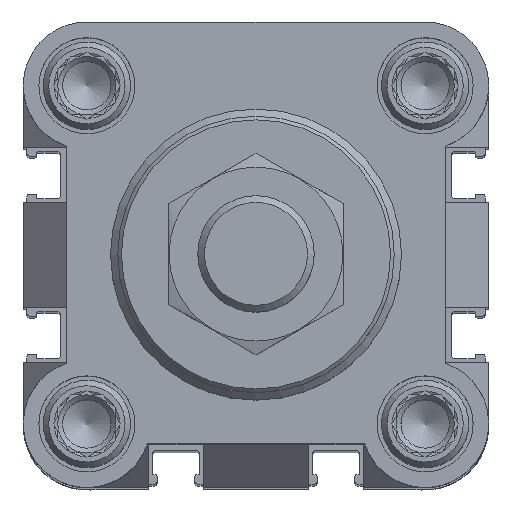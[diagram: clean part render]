
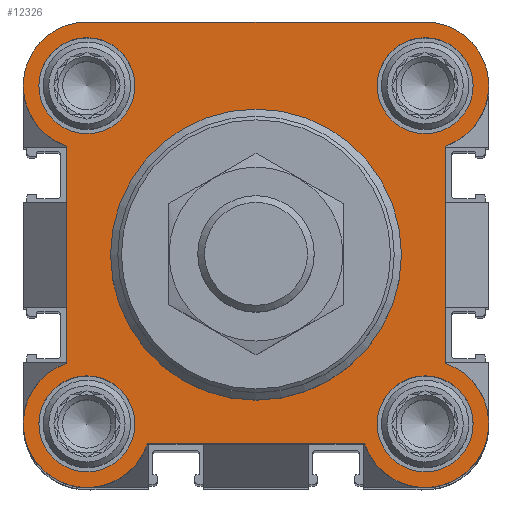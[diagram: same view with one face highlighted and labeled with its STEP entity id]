
A CAD part, top view. The second image highlights one B-rep face of the part: STEP entity #12326.
In plain terms, the highlighted planar face has unit normal (0, 0, 1).
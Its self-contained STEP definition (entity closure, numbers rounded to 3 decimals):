
#723=LINE('',#19478,#1917);
#740=LINE('',#19515,#1934);
#749=LINE('',#19533,#1943);
#750=LINE('',#19539,#1944);
#1917=VECTOR('',#15023,1000.);
#1934=VECTOR('',#15052,1000.);
#1943=VECTOR('',#15067,1000.);
#1944=VECTOR('',#15074,1000.);
#2845=PLANE('',#13274);
#4093=ORIENTED_EDGE('',*,*,#7620,.T.);
#4094=ORIENTED_EDGE('',*,*,#7621,.T.);
#4095=ORIENTED_EDGE('',*,*,#7622,.T.);
#4096=ORIENTED_EDGE('',*,*,#7623,.T.);
#4097=ORIENTED_EDGE('',*,*,#7624,.T.);
#4098=ORIENTED_EDGE('',*,*,#7564,.T.);
#4099=ORIENTED_EDGE('',*,*,#7559,.T.);
#4100=ORIENTED_EDGE('',*,*,#7594,.T.);
#4101=ORIENTED_EDGE('',*,*,#7574,.T.);
#4102=ORIENTED_EDGE('',*,*,#7584,.T.);
#4103=ORIENTED_EDGE('',*,*,#7586,.T.);
#4104=ORIENTED_EDGE('',*,*,#7597,.T.);
#4105=ORIENTED_EDGE('',*,*,#7569,.T.);
#7559=EDGE_CURVE('',#9296,#9300,#10134,.T.);
#7564=EDGE_CURVE('',#9305,#9296,#723,.T.);
#7569=EDGE_CURVE('',#9308,#9305,#10135,.T.);
#7574=EDGE_CURVE('',#9312,#9311,#10136,.T.);
#7584=EDGE_CURVE('',#9311,#9318,#740,.T.);
#7586=EDGE_CURVE('',#9318,#9319,#10137,.T.);
#7594=EDGE_CURVE('',#9300,#9312,#749,.T.);
#7597=EDGE_CURVE('',#9319,#9308,#750,.T.);
#7620=EDGE_CURVE('',#9348,#9348,#10149,.T.);
#7621=EDGE_CURVE('',#9349,#9349,#10150,.T.);
#7622=EDGE_CURVE('',#9350,#9350,#10151,.T.);
#7623=EDGE_CURVE('',#9351,#9351,#10152,.T.);
#7624=EDGE_CURVE('',#9352,#9352,#10153,.T.);
#9296=VERTEX_POINT('',#19459);
#9300=VERTEX_POINT('',#19467);
#9305=VERTEX_POINT('',#19479);
#9308=VERTEX_POINT('',#19488);
#9311=VERTEX_POINT('',#19496);
#9312=VERTEX_POINT('',#19498);
#9318=VERTEX_POINT('',#19514);
#9319=VERTEX_POINT('',#19518);
#9348=VERTEX_POINT('',#19586);
#9349=VERTEX_POINT('',#19588);
#9350=VERTEX_POINT('',#19590);
#9351=VERTEX_POINT('',#19592);
#9352=VERTEX_POINT('',#19594);
#10134=CIRCLE('',#13250,8.75);
#10135=CIRCLE('',#13253,8.75);
#10136=CIRCLE('',#13256,8.75);
#10137=CIRCLE('',#13259,8.75);
#10149=CIRCLE('',#13275,20.);
#10150=CIRCLE('',#13276,6.6);
#10151=CIRCLE('',#13277,6.6);
#10152=CIRCLE('',#13278,6.6);
#10153=CIRCLE('',#13279,6.6);
#10518=EDGE_LOOP('',(#4093));
#10519=EDGE_LOOP('',(#4094));
#10520=EDGE_LOOP('',(#4095));
#10521=EDGE_LOOP('',(#4096));
#10522=EDGE_LOOP('',(#4097));
#10523=EDGE_LOOP('',(#4098,#4099,#4100,#4101,#4102,#4103,#4104,#4105));
#11352=FACE_BOUND('',#10518,.T.);
#11353=FACE_BOUND('',#10519,.T.);
#11354=FACE_BOUND('',#10520,.T.);
#11355=FACE_BOUND('',#10521,.T.);
#11356=FACE_BOUND('',#10522,.T.);
#11357=FACE_BOUND('',#10523,.T.);
#12326=ADVANCED_FACE('',(#11352,#11353,#11354,#11355,#11356,#11357),#2845,
 .T.);
#13250=AXIS2_PLACEMENT_3D('',#19468,#15015,#15016);
#13253=AXIS2_PLACEMENT_3D('',#19487,#15030,#15031);
#13256=AXIS2_PLACEMENT_3D('',#19497,#15039,#15040);
#13259=AXIS2_PLACEMENT_3D('',#19519,#15056,#15057);
#13274=AXIS2_PLACEMENT_3D('',#19584,#15108,#15109);
#13275=AXIS2_PLACEMENT_3D('',#19585,#15110,#15111);
#13276=AXIS2_PLACEMENT_3D('',#19587,#15112,#15113);
#13277=AXIS2_PLACEMENT_3D('',#19589,#15114,#15115);
#13278=AXIS2_PLACEMENT_3D('',#19591,#15116,#15117);
#13279=AXIS2_PLACEMENT_3D('',#19593,#15118,#15119);
#15015=DIRECTION('',(0.,0.,1.));
#15016=DIRECTION('',(1.,0.,0.));
#15023=DIRECTION('',(0.,-1.,0.));
#15030=DIRECTION('',(0.,0.,1.));
#15031=DIRECTION('',(1.,0.,0.));
#15039=DIRECTION('',(0.,0.,1.));
#15040=DIRECTION('',(1.,0.,0.));
#15052=DIRECTION('',(0.,1.,0.));
#15056=DIRECTION('',(0.,0.,1.));
#15057=DIRECTION('',(1.,0.,0.));
#15067=DIRECTION('',(1.,0.,0.));
#15074=DIRECTION('',(-1.,0.,0.));
#15108=DIRECTION('',(0.,0.,1.));
#15109=DIRECTION('',(1.,0.,0.));
#15110=DIRECTION('',(0.,0.,-1.));
#15111=DIRECTION('',(-1.,0.,0.));
#15112=DIRECTION('',(0.,0.,-1.));
#15113=DIRECTION('',(-1.,0.,0.));
#15114=DIRECTION('',(0.,0.,-1.));
#15115=DIRECTION('',(-1.,0.,0.));
#15116=DIRECTION('',(0.,0.,-1.));
#15117=DIRECTION('',(-1.,0.,0.));
#15118=DIRECTION('',(0.,0.,-1.));
#15119=DIRECTION('',(-1.,0.,0.));
#19459=CARTESIAN_POINT('',(-26.,-14.943,0.));
#19467=CARTESIAN_POINT('',(-14.943,-26.,0.));
#19468=CARTESIAN_POINT('',(-23.25,-23.25,0.));
#19478=CARTESIAN_POINT('',(-26.,14.943,0.));
#19479=CARTESIAN_POINT('',(-26.,14.943,0.));
#19487=CARTESIAN_POINT('',(-23.25,23.25,0.));
#19488=CARTESIAN_POINT('',(-23.25,32.,0.));
#19496=CARTESIAN_POINT('',(26.,-14.943,0.));
#19497=CARTESIAN_POINT('',(23.25,-23.25,0.));
#19498=CARTESIAN_POINT('',(14.943,-26.,0.));
#19514=CARTESIAN_POINT('',(26.,14.943,0.));
#19515=CARTESIAN_POINT('',(26.,-14.943,0.));
#19518=CARTESIAN_POINT('',(23.25,32.,0.));
#19519=CARTESIAN_POINT('',(23.25,23.25,0.));
#19533=CARTESIAN_POINT('',(-14.943,-26.,0.));
#19539=CARTESIAN_POINT('',(23.25,32.,0.));
#19584=CARTESIAN_POINT('',(-23.25,-23.25,0.));
#19585=CARTESIAN_POINT('',(0.,0.,0.));
#19586=CARTESIAN_POINT('',(-20.,0.,0.));
#19587=CARTESIAN_POINT('',(-23.25,23.25,0.));
#19588=CARTESIAN_POINT('',(-29.85,23.25,0.));
#19589=CARTESIAN_POINT('',(-23.25,-23.25,0.));
#19590=CARTESIAN_POINT('',(-29.85,-23.25,0.));
#19591=CARTESIAN_POINT('',(23.25,-23.25,0.));
#19592=CARTESIAN_POINT('',(16.65,-23.25,0.));
#19593=CARTESIAN_POINT('',(23.25,23.25,0.));
#19594=CARTESIAN_POINT('',(16.65,23.25,0.));
